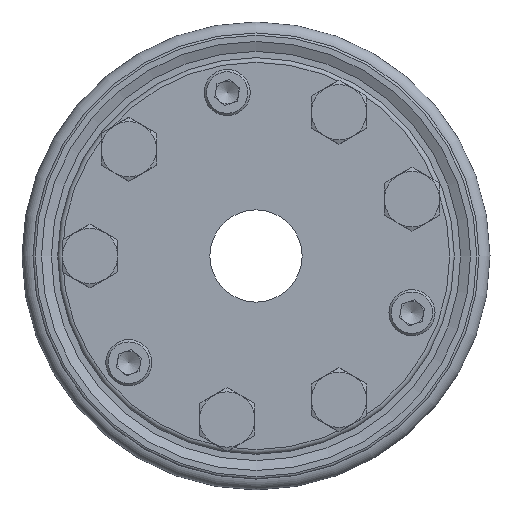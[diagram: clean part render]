
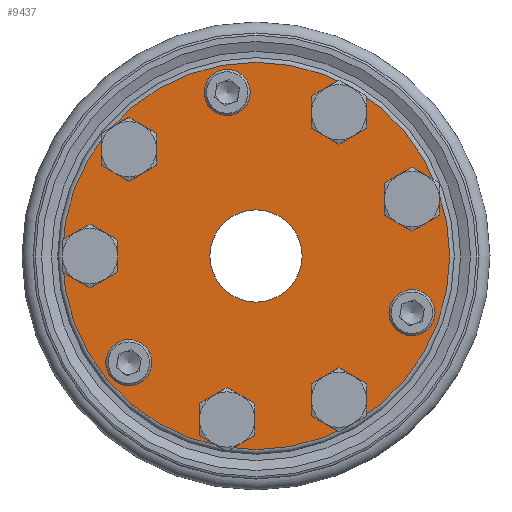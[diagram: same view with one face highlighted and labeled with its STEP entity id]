
A CAD part, left-side view. The second image highlights one B-rep face of the part: STEP entity #9437.
In plain terms, the highlighted planar face has unit normal (-1, 0, 0).
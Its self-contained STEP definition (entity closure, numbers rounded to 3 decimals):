
#1089=PLANE('',#10215);
#2512=ORIENTED_EDGE('',*,*,#3006,.F.);
#2513=ORIENTED_EDGE('',*,*,#2879,.F.);
#2514=ORIENTED_EDGE('',*,*,#2847,.F.);
#2515=ORIENTED_EDGE('',*,*,#2815,.F.);
#2516=ORIENTED_EDGE('',*,*,#2783,.F.);
#2517=ORIENTED_EDGE('',*,*,#2751,.F.);
#2518=ORIENTED_EDGE('',*,*,#3113,.F.);
#2519=ORIENTED_EDGE('',*,*,#3118,.F.);
#2520=ORIENTED_EDGE('',*,*,#3157,.F.);
#2521=ORIENTED_EDGE('',*,*,#3196,.F.);
#2522=ORIENTED_EDGE('',*,*,#3346,.T.);
#2751=EDGE_CURVE('',#3505,#3505,#4049,.T.);
#2783=EDGE_CURVE('',#3525,#3525,#4057,.T.);
#2815=EDGE_CURVE('',#3545,#3545,#4065,.T.);
#2847=EDGE_CURVE('',#3565,#3565,#4073,.T.);
#2879=EDGE_CURVE('',#3585,#3585,#4081,.T.);
#3006=EDGE_CURVE('',#3664,#3664,#4112,.T.);
#3113=EDGE_CURVE('',#3738,#3738,#4152,.T.);
#3118=EDGE_CURVE('',#3741,#3741,#4153,.T.);
#3157=EDGE_CURVE('',#3769,#3769,#4168,.T.);
#3196=EDGE_CURVE('',#3797,#3797,#4183,.T.);
#3346=EDGE_CURVE('',#3914,#3914,#4260,.T.);
#3505=VERTEX_POINT('',#12517);
#3525=VERTEX_POINT('',#12680);
#3545=VERTEX_POINT('',#12843);
#3565=VERTEX_POINT('',#13006);
#3585=VERTEX_POINT('',#13169);
#3664=VERTEX_POINT('',#13818);
#3738=VERTEX_POINT('',#14242);
#3741=VERTEX_POINT('',#14253);
#3769=VERTEX_POINT('',#14342);
#3797=VERTEX_POINT('',#14431);
#3914=VERTEX_POINT('',#14797);
#4049=CIRCLE('',#9641,11.25);
#4057=CIRCLE('',#9664,11.25);
#4065=CIRCLE('',#9687,11.25);
#4073=CIRCLE('',#9710,11.25);
#4081=CIRCLE('',#9733,11.25);
#4112=CIRCLE('',#9823,20.);
#4152=CIRCLE('',#9914,11.25);
#4153=CIRCLE('',#9918,10.);
#4168=CIRCLE('',#9955,10.);
#4183=CIRCLE('',#9992,10.);
#4260=CIRCLE('',#10168,84.);
#4922=EDGE_LOOP('',(#2512));
#4923=EDGE_LOOP('',(#2513));
#4924=EDGE_LOOP('',(#2514));
#4925=EDGE_LOOP('',(#2515));
#4926=EDGE_LOOP('',(#2516));
#4927=EDGE_LOOP('',(#2517));
#4928=EDGE_LOOP('',(#2518));
#4929=EDGE_LOOP('',(#2519));
#4930=EDGE_LOOP('',(#2520));
#4931=EDGE_LOOP('',(#2521));
#4932=EDGE_LOOP('',(#2522));
#5632=FACE_BOUND('',#4922,.T.);
#5633=FACE_BOUND('',#4923,.T.);
#5634=FACE_BOUND('',#4924,.T.);
#5635=FACE_BOUND('',#4925,.T.);
#5636=FACE_BOUND('',#4926,.T.);
#5637=FACE_BOUND('',#4927,.T.);
#5638=FACE_BOUND('',#4928,.T.);
#5639=FACE_BOUND('',#4929,.T.);
#5640=FACE_BOUND('',#4930,.T.);
#5641=FACE_BOUND('',#4931,.T.);
#5642=FACE_BOUND('',#4932,.T.);
#9437=ADVANCED_FACE('',(#5632,#5633,#5634,#5635,#5636,#5637,#5638,#5639,
#5640,#5641,#5642),#1089,.T.);
#9641=AXIS2_PLACEMENT_3D('',#12516,#10578,#10579);
#9664=AXIS2_PLACEMENT_3D('',#12679,#10636,#10637);
#9687=AXIS2_PLACEMENT_3D('',#12842,#10694,#10695);
#9710=AXIS2_PLACEMENT_3D('',#13005,#10752,#10753);
#9733=AXIS2_PLACEMENT_3D('',#13168,#10810,#10811);
#9823=AXIS2_PLACEMENT_3D('',#13817,#11038,#11039);
#9914=AXIS2_PLACEMENT_3D('',#14241,#11263,#11264);
#9918=AXIS2_PLACEMENT_3D('',#14252,#11275,#11276);
#9955=AXIS2_PLACEMENT_3D('',#14341,#11373,#11374);
#9992=AXIS2_PLACEMENT_3D('',#14430,#11471,#11472);
#10168=AXIS2_PLACEMENT_3D('',#14796,#11896,#11897);
#10215=AXIS2_PLACEMENT_3D('',#14866,#11990,#11991);
#10578=DIRECTION('',(-1.,0.,0.));
#10579=DIRECTION('',(0.,0.,1.));
#10636=DIRECTION('',(-1.,0.,0.));
#10637=DIRECTION('',(0.,0.,1.));
#10694=DIRECTION('',(-1.,0.,0.));
#10695=DIRECTION('',(0.,0.,1.));
#10752=DIRECTION('',(-1.,0.,0.));
#10753=DIRECTION('',(0.,0.,1.));
#10810=DIRECTION('',(-1.,0.,0.));
#10811=DIRECTION('',(0.,0.,1.));
#11038=DIRECTION('',(-1.,0.,0.));
#11039=DIRECTION('',(0.,0.,1.));
#11263=DIRECTION('',(-1.,0.,0.));
#11264=DIRECTION('',(0.,0.,1.));
#11275=DIRECTION('',(-1.,0.,0.));
#11276=DIRECTION('',(0.,0.,1.));
#11373=DIRECTION('',(-1.,0.,0.));
#11374=DIRECTION('',(0.,0.,1.));
#11471=DIRECTION('',(-1.,0.,0.));
#11472=DIRECTION('',(0.,0.,1.));
#11896=DIRECTION('',(-1.,0.,0.));
#11897=DIRECTION('',(0.,-0.94,0.342));
#11990=DIRECTION('',(-1.,0.,0.));
#11991=DIRECTION('',(0.,-0.94,0.342));
#12516=CARTESIAN_POINT('',(-105.,72.,0.));
#12517=CARTESIAN_POINT('',(-105.,72.,11.25));
#12679=CARTESIAN_POINT('',(-105.,-36.,62.354));
#12680=CARTESIAN_POINT('',(-105.,-36.,73.604));
#12842=CARTESIAN_POINT('',(-105.,-67.658,24.625));
#12843=CARTESIAN_POINT('',(-105.,-67.658,35.875));
#13005=CARTESIAN_POINT('',(-105.,-36.,-62.354));
#13006=CARTESIAN_POINT('',(-105.,-36.,-51.104));
#13168=CARTESIAN_POINT('',(-105.,12.503,-70.906));
#13169=CARTESIAN_POINT('',(-105.,12.503,-59.656));
#13817=CARTESIAN_POINT('',(-105.,0.,0.));
#13818=CARTESIAN_POINT('',(-105.,0.,20.));
#14241=CARTESIAN_POINT('',(-105.,55.155,46.281));
#14242=CARTESIAN_POINT('',(-105.,55.155,57.531));
#14252=CARTESIAN_POINT('',(-105.,-67.658,-24.625));
#14253=CARTESIAN_POINT('',(-105.,-67.658,-14.625));
#14341=CARTESIAN_POINT('',(-105.,55.155,-46.281));
#14342=CARTESIAN_POINT('',(-105.,55.155,-36.281));
#14430=CARTESIAN_POINT('',(-105.,12.503,70.906));
#14431=CARTESIAN_POINT('',(-105.,12.503,80.906));
#14796=CARTESIAN_POINT('',(-105.,0.,0.));
#14797=CARTESIAN_POINT('',(-105.,-78.934,28.73));
#14866=CARTESIAN_POINT('',(-105.,-17.854,6.498));
